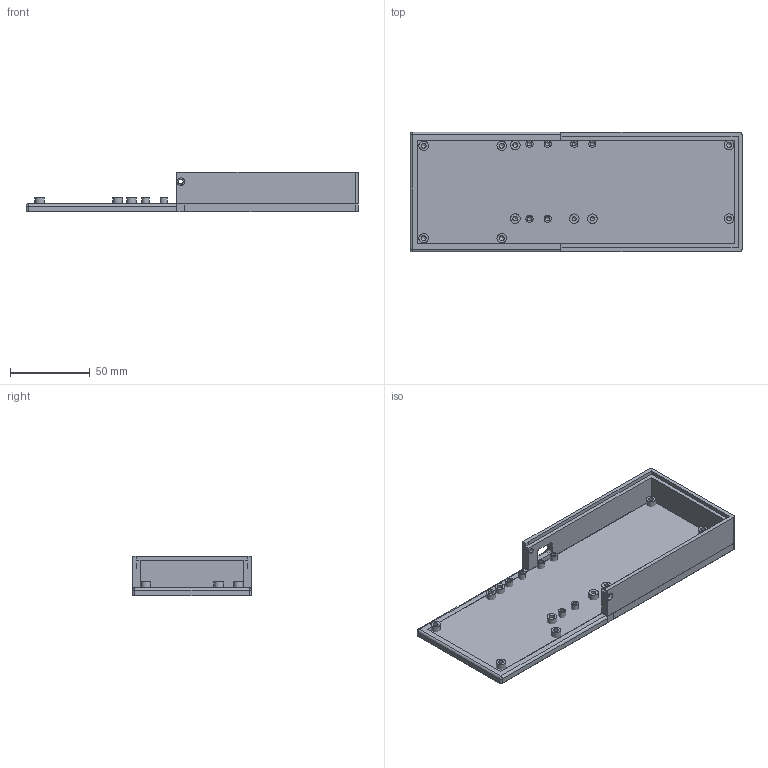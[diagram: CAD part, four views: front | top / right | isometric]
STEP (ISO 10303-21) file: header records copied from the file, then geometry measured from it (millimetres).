
FILE_DESCRIPTION(/* description */ (''),/* implementation_level */ '2;1');
FILE_NAME(/* name */ 'InitialBaseBoard Base.step',/* time_stamp */ '2025-06-06T13:50:56+01:00',/* author */ (''),/* organization */ (''),/* preprocessor_version */ 'ST-DEVELOPER v20.1',/* originating_system */ 'Autodesk Translation Framework v14.10.0.0',/* authorisation */ '');
FILE_SCHEMA (('AUTOMOTIVE_DESIGN { 1 0 10303 214 3 1 1 }'));
Length unit declared in the file: millimetre
Products named in the file (23): InitialBaseBoard; ScrewBR; WallRightSide; BasePlateOffset (1); BasePlate; BasePlateOffset (3); PicoScrewTR; PicoScrewTL; PicoScrewBR; ScrewH6; PicoScrewBL; H10; ScrewBL; H11; ScrewTL; H7; H9; BasePlateOffset; BasePlateOffset (2); H8; ScrewTR; H12; ScrewH5
Assembly tree (22 placements, depth 2):
  InitialBaseBoard
    ScrewBR
    WallRightSide
    BasePlateOffset (1)
    BasePlate
    BasePlateOffset (3)
    PicoScrewTR
    PicoScrewTL
    PicoScrewBR
    ScrewH6
    PicoScrewBL
    H10
    ScrewBL
    H11
    ScrewTL
    H7
    H9
    BasePlateOffset
    BasePlateOffset (2)
    H8
    ScrewTR
    H12
    ScrewH5
Bounding box: 208.4 x 74.97 x 25 mm (x, y, z)
Volume: 106043.4 mm3; surface area: 56934.3 mm2
Topology: 22 solids, 22 shells, 195 faces, 409 edges, 260 vertices
Faces by surface type: plane 92, cylinder 75, cone 18, torus 8, sphere 2
Full cylindrical faces by diameter (mm): 2.5 x16, 3 x16, 4.5 x6, 4.75 x2, 6 x10
Entity records: 5902 total; most frequent: DIRECTION 1031, CARTESIAN_POINT 891, ORIENTED_EDGE 782, AXIS2_PLACEMENT_3D 400, EDGE_CURVE 391, VERTEX_POINT 260, EDGE_LOOP 249, LINE 231
